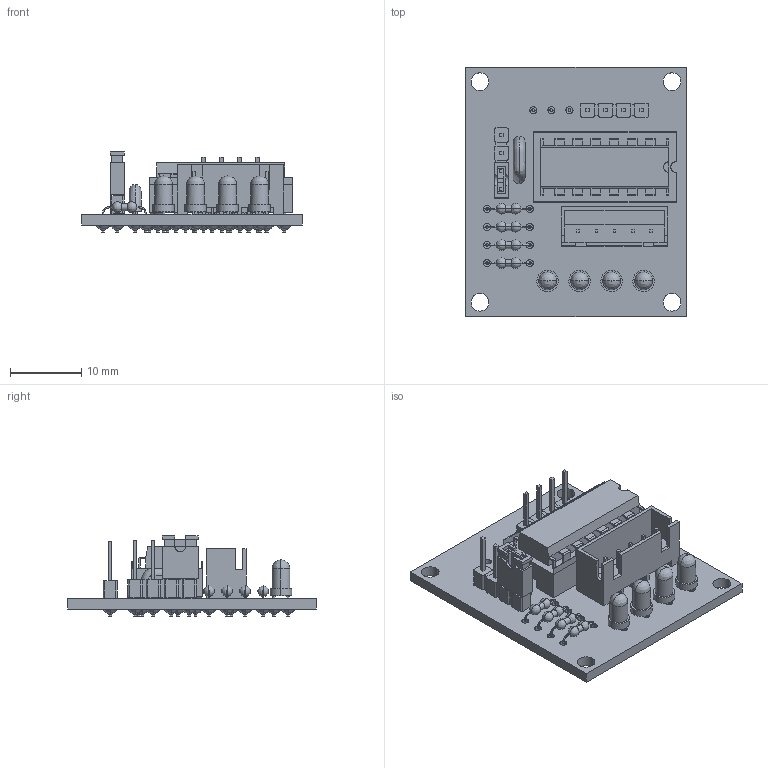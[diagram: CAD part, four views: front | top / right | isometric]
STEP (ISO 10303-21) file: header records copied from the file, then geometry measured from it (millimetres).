
FILE_DESCRIPTION(/* description */ (''),/* implementation_level */ '2;1');
FILE_NAME(/* name */ 'ULN200~1',/* time_stamp */ '2015-03-01T21:56:58+00:00',/* author */ (''),/* organization */ (''),/* preprocessor_version */ 'ST-DEVELOPER v15',/* originating_system */ '',/* authorisation */ '');
FILE_SCHEMA (('AUTOMOTIVE_DESIGN'));
Length unit declared in the file: millimetre
Products named in the file (1): Document
Bounding box: 31 x 35 x 11.29 mm (x, y, z)
Volume: 3171.6 mm3; surface area: 5398.3 mm2
Topology: 67 solids, 67 shells, 1192 faces, 2733 edges, 1686 vertices
Faces by surface type: bspline 624, plane 568
Entity records: 38925 total; most frequent: CARTESIAN_POINT 21463, ORIENTED_EDGE 5400, EDGE_CURVE 2700, VERTEX_POINT 1684, EDGE_LOOP 1378, B_SPLINE_CURVE_WITH_KNOTS 1350, ADVANCED_FACE 1192, FACE_OUTER_BOUND 1192
